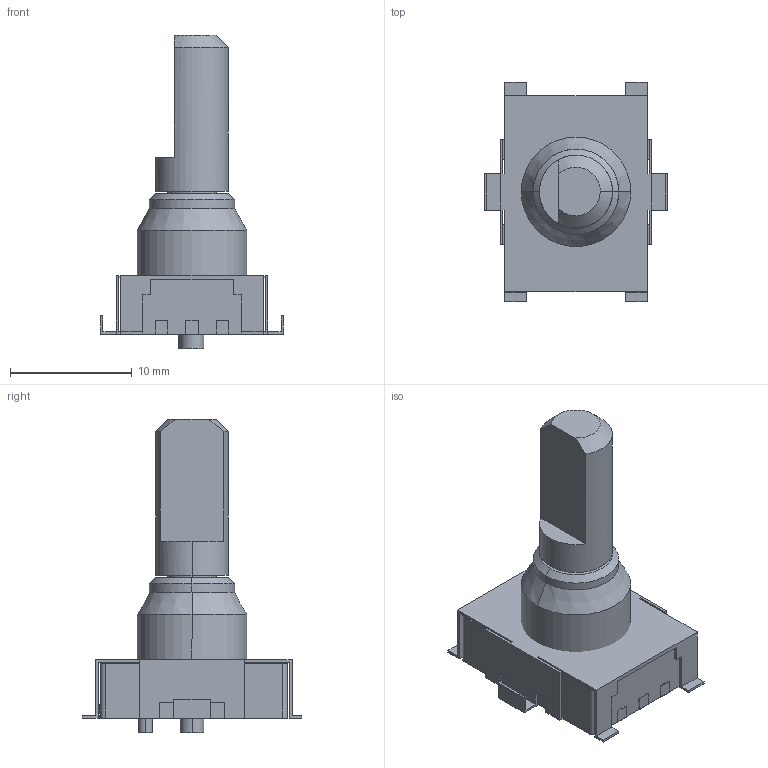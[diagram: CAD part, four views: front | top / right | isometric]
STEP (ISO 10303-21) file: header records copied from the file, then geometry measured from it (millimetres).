
FILE_DESCRIPTION (( 'STEP AP214' ), '1' );
FILE_NAME ('4D9AB316-D0CA-464D-9F8A-76BE12EF8394.STEP', '2022-10-07T19:50:58', ( '' ), ( '' ), 'SwSTEP 2.0', 'SolidWorks 2022', '' );
FILE_SCHEMA (( 'AUTOMOTIVE_DESIGN' ));
Length unit declared in the file: millimetre
Products named in the file (1): 4D9AB316-D0CA-464D-9F8A-76BE12EF8394
Bounding box: 15 x 18 x 25.7 mm (x, y, z)
Volume: 1565.3 mm3; surface area: 1915.7 mm2
Topology: 9 solids, 9 shells, 163 faces, 419 edges, 277 vertices
Faces by surface type: plane 141, cylinder 16, bspline 4, cone 2
Entity records: 7025 total; most frequent: CARTESIAN_POINT 1153, ORIENTED_EDGE 838, DIRECTION 758, EDGE_CURVE 419, VECTOR 378, LINE 378, VERTEX_POINT 277, AXIS2_PLACEMENT_3D 190
